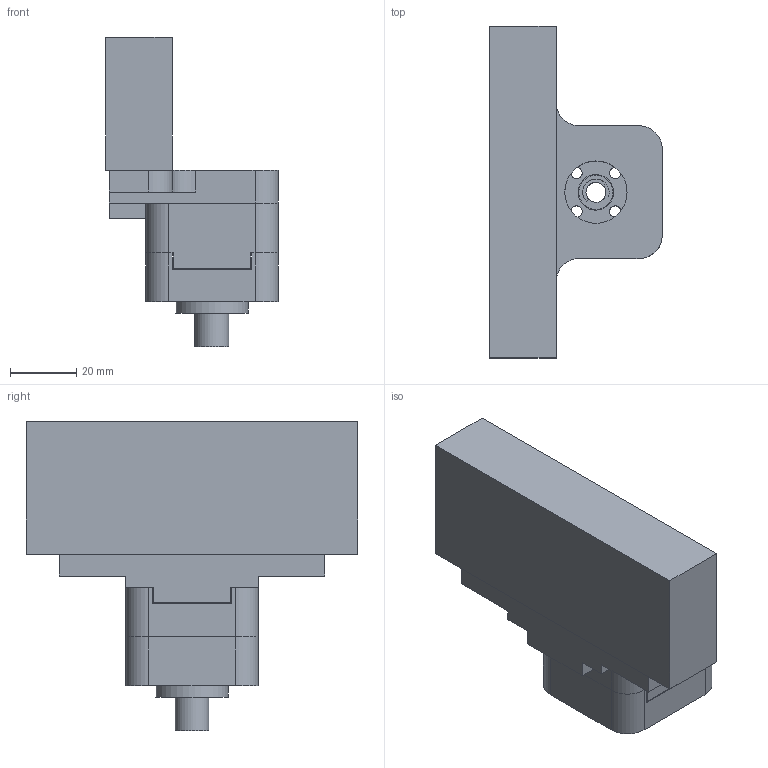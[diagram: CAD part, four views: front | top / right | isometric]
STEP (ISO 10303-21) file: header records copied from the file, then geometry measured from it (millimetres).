
FILE_DESCRIPTION(/* description */ (''),/* implementation_level */ '2;1');
FILE_NAME(/* name */ 'Tarantula Oldham Coupler V4b1 - Bottom attachment.stp',/* time_stamp */ '2016-05-09T18:20:02+03:00',/* author */ (''),/* organization */ (''),/* preprocessor_version */ 'ST-DEVELOPER v15.2',/* originating_system */ 'Autodesk Translator Framework v2.0.0.5431',/* authorisation */ '');
FILE_SCHEMA (('AP203_CONFIGURATION_CONTROLLED_3D_DESIGN_OF_MECHANICAL_PARTS_AND_ASSEMBLIES_MIM_LF','AUTOMOTIVE_DESIGN { 1 0 10303 214 3 1 1 }'));
Length unit declared in the file: centimetre
Products named in the file (1): Tarantula Oldham Coupler V4b1 - Bottom attachment for STEP
Bounding box: 52 x 100 x 93.15 mm (x, y, z)
Volume: 141923.1 mm3; surface area: 36920.1 mm2
Topology: 5 solids, 5 shells, 92 faces, 251 edges, 172 vertices
Faces by surface type: plane 55, cylinder 34, bspline 3
Full cylindrical faces by diameter (mm): 3.45 x8, 10.25 x2, 10.75 x1, 18.8 x2, 22 x1, 23 x1
Entity records: 4382 total; most frequent: CARTESIAN_POINT 2004, ORIENTED_EDGE 472, DIRECTION 464, EDGE_CURVE 236, VERTEX_POINT 172, AXIS2_PLACEMENT_3D 158, LINE 148, VECTOR 148
